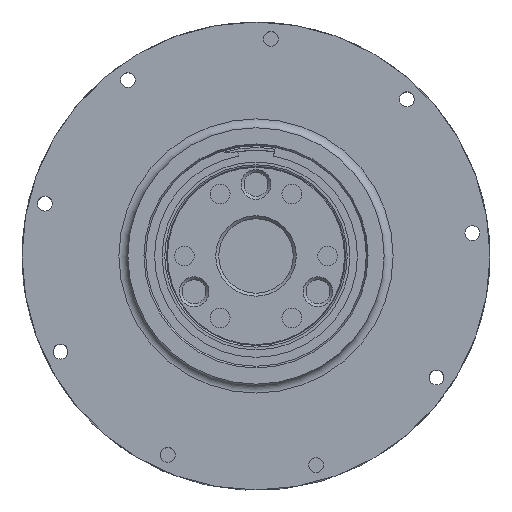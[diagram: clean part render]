
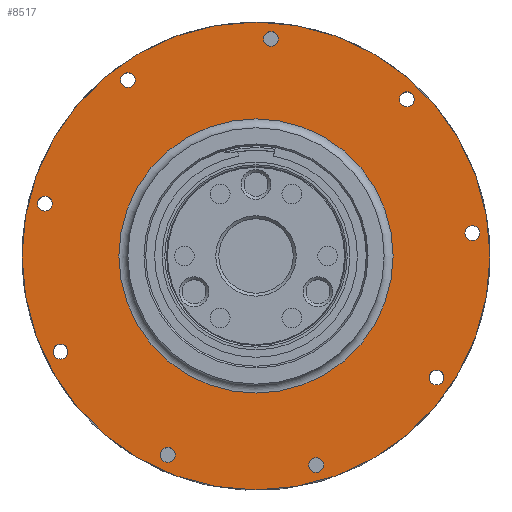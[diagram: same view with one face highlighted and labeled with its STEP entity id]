
A CAD part, top view. The second image highlights one B-rep face of the part: STEP entity #8517.
In plain terms, the highlighted planar face has unit normal (0, 0, 1).
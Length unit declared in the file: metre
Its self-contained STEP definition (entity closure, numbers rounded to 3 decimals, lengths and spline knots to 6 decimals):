
#335=PLANE('',#9239);
#570=CIRCLE('',#8917,0.03925);
#665=CIRCLE('',#9240,0.00125);
#666=CIRCLE('',#9241,0.00125);
#667=CIRCLE('',#9242,0.00125);
#668=CIRCLE('',#9243,0.00125);
#669=CIRCLE('',#9244,0.00125);
#670=CIRCLE('',#9245,0.00125);
#671=CIRCLE('',#9246,0.00125);
#672=CIRCLE('',#9247,0.00125);
#673=CIRCLE('',#9248,0.00125);
#674=CIRCLE('',#9249,0.023);
#2371=ORIENTED_EDGE('',*,*,#4025,.F.);
#2372=ORIENTED_EDGE('',*,*,#4026,.F.);
#2373=ORIENTED_EDGE('',*,*,#4027,.F.);
#2374=ORIENTED_EDGE('',*,*,#4028,.F.);
#2375=ORIENTED_EDGE('',*,*,#4029,.F.);
#2376=ORIENTED_EDGE('',*,*,#4030,.F.);
#2377=ORIENTED_EDGE('',*,*,#4031,.F.);
#2378=ORIENTED_EDGE('',*,*,#4032,.F.);
#2379=ORIENTED_EDGE('',*,*,#4033,.F.);
#2380=ORIENTED_EDGE('',*,*,#4034,.F.);
#2381=ORIENTED_EDGE('',*,*,#3458,.F.);
#3458=EDGE_CURVE('',#4576,#4576,#570,.T.);
#4025=EDGE_CURVE('',#4945,#4945,#665,.T.);
#4026=EDGE_CURVE('',#4946,#4946,#666,.T.);
#4027=EDGE_CURVE('',#4947,#4947,#667,.T.);
#4028=EDGE_CURVE('',#4948,#4948,#668,.T.);
#4029=EDGE_CURVE('',#4949,#4949,#669,.T.);
#4030=EDGE_CURVE('',#4950,#4950,#670,.T.);
#4031=EDGE_CURVE('',#4951,#4951,#671,.T.);
#4032=EDGE_CURVE('',#4952,#4952,#672,.T.);
#4033=EDGE_CURVE('',#4953,#4953,#673,.T.);
#4034=EDGE_CURVE('',#4954,#4954,#674,.F.);
#4576=VERTEX_POINT('',#12897);
#4945=VERTEX_POINT('',#14061);
#4946=VERTEX_POINT('',#14063);
#4947=VERTEX_POINT('',#14065);
#4948=VERTEX_POINT('',#14067);
#4949=VERTEX_POINT('',#14069);
#4950=VERTEX_POINT('',#14071);
#4951=VERTEX_POINT('',#14073);
#4952=VERTEX_POINT('',#14075);
#4953=VERTEX_POINT('',#14077);
#4954=VERTEX_POINT('',#14079);
#7148=EDGE_LOOP('',(#2371));
#7149=EDGE_LOOP('',(#2372));
#7150=EDGE_LOOP('',(#2373));
#7151=EDGE_LOOP('',(#2374));
#7152=EDGE_LOOP('',(#2375));
#7153=EDGE_LOOP('',(#2376));
#7154=EDGE_LOOP('',(#2377));
#7155=EDGE_LOOP('',(#2378));
#7156=EDGE_LOOP('',(#2379));
#7157=EDGE_LOOP('',(#2380));
#7158=EDGE_LOOP('',(#2381));
#7807=FACE_BOUND('',#7148,.T.);
#7808=FACE_BOUND('',#7149,.T.);
#7809=FACE_BOUND('',#7150,.T.);
#7810=FACE_BOUND('',#7151,.T.);
#7811=FACE_BOUND('',#7152,.T.);
#7812=FACE_BOUND('',#7153,.T.);
#7813=FACE_BOUND('',#7154,.T.);
#7814=FACE_BOUND('',#7155,.T.);
#7815=FACE_BOUND('',#7156,.T.);
#7816=FACE_BOUND('',#7157,.T.);
#7817=FACE_BOUND('',#7158,.T.);
#8517=ADVANCED_FACE('',(#7807,#7808,#7809,#7810,#7811,#7812,#7813,#7814,
#7815,#7816,#7817),#335,.F.);
#8917=AXIS2_PLACEMENT_3D('',#12896,#10102,#10103);
#9239=AXIS2_PLACEMENT_3D('',#14059,#11218,#11219);
#9240=AXIS2_PLACEMENT_3D('',#14060,#11220,#11221);
#9241=AXIS2_PLACEMENT_3D('',#14062,#11222,#11223);
#9242=AXIS2_PLACEMENT_3D('',#14064,#11224,#11225);
#9243=AXIS2_PLACEMENT_3D('',#14066,#11226,#11227);
#9244=AXIS2_PLACEMENT_3D('',#14068,#11228,#11229);
#9245=AXIS2_PLACEMENT_3D('',#14070,#11230,#11231);
#9246=AXIS2_PLACEMENT_3D('',#14072,#11232,#11233);
#9247=AXIS2_PLACEMENT_3D('',#14074,#11234,#11235);
#9248=AXIS2_PLACEMENT_3D('',#14076,#11236,#11237);
#9249=AXIS2_PLACEMENT_3D('',#14078,#11238,#11239);
#10102=DIRECTION('',(0.,0.,-1.));
#10103=DIRECTION('',(-1.,0.,0.));
#11218=DIRECTION('',(0.,0.,-1.));
#11219=DIRECTION('',(1.,0.,0.));
#11220=DIRECTION('',(0.,0.,1.));
#11221=DIRECTION('',(1.,0.,0.));
#11222=DIRECTION('',(0.,0.,1.));
#11223=DIRECTION('',(0.766,-0.643,0.));
#11224=DIRECTION('',(0.,0.,1.));
#11225=DIRECTION('',(0.174,-0.985,0.));
#11226=DIRECTION('',(0.,0.,1.));
#11227=DIRECTION('',(-0.5,-0.866,0.));
#11228=DIRECTION('',(0.,0.,1.));
#11229=DIRECTION('',(-0.94,-0.342,0.));
#11230=DIRECTION('',(0.,0.,1.));
#11231=DIRECTION('',(-0.94,0.342,0.));
#11232=DIRECTION('',(0.,0.,1.));
#11233=DIRECTION('',(-0.5,0.866,0.));
#11234=DIRECTION('',(0.,0.,1.));
#11235=DIRECTION('',(0.174,0.985,0.));
#11236=DIRECTION('',(0.,0.,1.));
#11237=DIRECTION('',(0.766,0.643,0.));
#11238=DIRECTION('',(0.,0.,-1.));
#11239=DIRECTION('',(-1.,0.,0.));
#12896=CARTESIAN_POINT('',(0.,0.,0.));
#12897=CARTESIAN_POINT('',(-0.03925,0.,0.));
#14059=CARTESIAN_POINT('',(0.000449,0.000688,0.));
#14060=CARTESIAN_POINT('',(-0.032789,-0.016035,0.));
#14061=CARTESIAN_POINT('',(-0.031539,-0.016035,0.));
#14062=CARTESIAN_POINT('',(-0.035425,0.008793,0.));
#14063=CARTESIAN_POINT('',(-0.034467,0.00799,0.));
#14064=CARTESIAN_POINT('',(-0.021485,0.029507,0.));
#14065=CARTESIAN_POINT('',(-0.021268,0.028276,0.));
#14066=CARTESIAN_POINT('',(0.002508,0.036414,0.));
#14067=CARTESIAN_POINT('',(0.001883,0.035331,0.));
#14068=CARTESIAN_POINT('',(0.025328,0.026282,0.));
#14069=CARTESIAN_POINT('',(0.024153,0.025855,0.));
#14070=CARTESIAN_POINT('',(0.036296,0.003853,0.));
#14071=CARTESIAN_POINT('',(0.035121,0.004281,0.));
#14072=CARTESIAN_POINT('',(0.030281,-0.020379,0.));
#14073=CARTESIAN_POINT('',(0.029656,-0.019296,0.));
#14074=CARTESIAN_POINT('',(0.010097,-0.035075,0.));
#14075=CARTESIAN_POINT('',(0.010315,-0.033844,0.));
#14076=CARTESIAN_POINT('',(-0.014811,-0.03336,0.));
#14077=CARTESIAN_POINT('',(-0.013853,-0.032556,0.));
#14078=CARTESIAN_POINT('',(0.,0.,0.));
#14079=CARTESIAN_POINT('',(-0.023,0.,0.));
